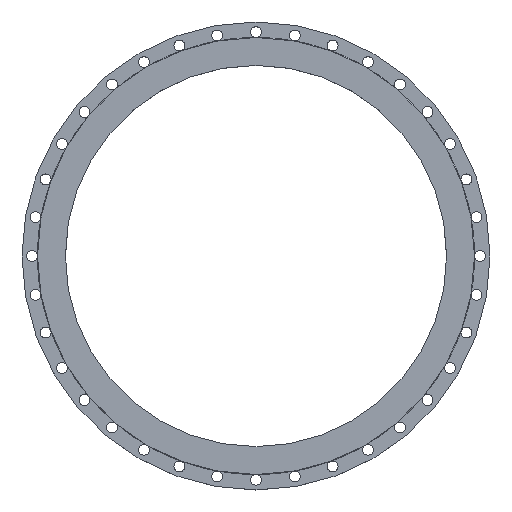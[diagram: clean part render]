
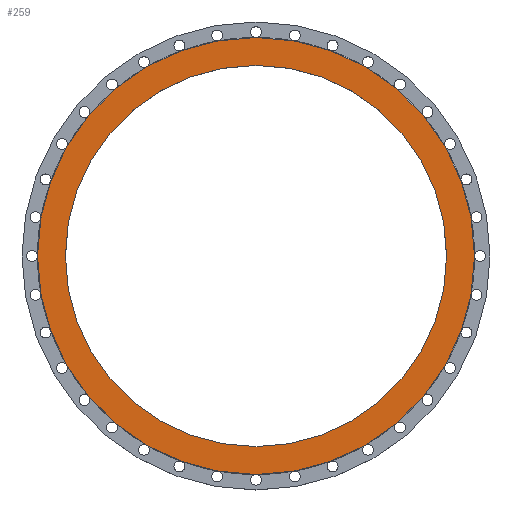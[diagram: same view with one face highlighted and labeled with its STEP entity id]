
A CAD part, top view. The second image highlights one B-rep face of the part: STEP entity #259.
In plain terms, the highlighted planar face has unit normal (0, 0, 1).
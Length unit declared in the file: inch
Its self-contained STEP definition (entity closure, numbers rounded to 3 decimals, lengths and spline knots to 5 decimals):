
#95 = CIRCLE ( 'NONE', #2518, 17.625 ) ;
#191 = EDGE_CURVE ( 'NONE', #1443, #695, #1851, .T. ) ;
#227 = DIRECTION ( 'NONE',  ( 0., 0., -1. ) ) ;
#232 = DIRECTION ( 'NONE',  ( 0., 0., 1. ) ) ;
#259 = ADVANCED_FACE ( 'NONE', ( #1045, #2836 ), #785, .F. ) ;
#260 = EDGE_CURVE ( 'NONE', #695, #1443, #95, .T. ) ;
#695 = VERTEX_POINT ( 'NONE', #869 ) ;
#699 = AXIS2_PLACEMENT_3D ( 'NONE', #2433, #1193, #989 ) ;
#709 = AXIS2_PLACEMENT_3D ( 'NONE', #1051, #232, #1627 ) ;
#785 = PLANE ( 'NONE',  #1434 ) ;
#845 = CARTESIAN_POINT ( 'NONE',  ( -17.625, 0., 0. ) ) ;
#869 = CARTESIAN_POINT ( 'NONE',  ( 17.625, 0., 0. ) ) ;
#989 = DIRECTION ( 'NONE',  ( 1., 0., 0. ) ) ;
#1045 = FACE_BOUND ( 'NONE', #2355, .T. ) ;
#1051 = CARTESIAN_POINT ( 'NONE',  ( 0., 0., 0. ) ) ;
#1060 = CIRCLE ( 'NONE', #3190, 15.375 ) ;
#1102 = DIRECTION ( 'NONE',  ( 0., 0., 1. ) ) ;
#1168 = ORIENTED_EDGE ( 'NONE', *, *, #2967, .F. ) ;
#1193 = DIRECTION ( 'NONE',  ( 0., 0., 1. ) ) ;
#1394 = DIRECTION ( 'NONE',  ( -1., 0., 0. ) ) ;
#1434 = AXIS2_PLACEMENT_3D ( 'NONE', #1600, #227, #1394 ) ;
#1443 = VERTEX_POINT ( 'NONE', #845 ) ;
#1486 = ORIENTED_EDGE ( 'NONE', *, *, #191, .T. ) ;
#1600 = CARTESIAN_POINT ( 'NONE',  ( 0., 15.375, 0. ) ) ;
#1620 = CARTESIAN_POINT ( 'NONE',  ( 0., 0., 0. ) ) ;
#1627 = DIRECTION ( 'NONE',  ( 1., 0., 0. ) ) ;
#1851 = CIRCLE ( 'NONE', #699, 17.625 ) ;
#1889 = EDGE_CURVE ( 'NONE', #2291, #3019, #1060, .T. ) ;
#2201 = DIRECTION ( 'NONE',  ( 1., 0., 0. ) ) ;
#2202 = ORIENTED_EDGE ( 'NONE', *, *, #260, .T. ) ;
#2291 = VERTEX_POINT ( 'NONE', #3348 ) ;
#2334 = CIRCLE ( 'NONE', #709, 15.375 ) ;
#2355 = EDGE_LOOP ( 'NONE', ( #1168, #3387 ) ) ;
#2433 = CARTESIAN_POINT ( 'NONE',  ( 0., 0., 0. ) ) ;
#2518 = AXIS2_PLACEMENT_3D ( 'NONE', #1620, #1102, #2201 ) ;
#2768 = DIRECTION ( 'NONE',  ( 1., 0., 0. ) ) ;
#2836 = FACE_OUTER_BOUND ( 'NONE', #3473, .T. ) ;
#2967 = EDGE_CURVE ( 'NONE', #3019, #2291, #2334, .T. ) ;
#3019 = VERTEX_POINT ( 'NONE', #3225 ) ;
#3059 = CARTESIAN_POINT ( 'NONE',  ( 0., 0., 0. ) ) ;
#3190 = AXIS2_PLACEMENT_3D ( 'NONE', #3059, #3652, #2768 ) ;
#3225 = CARTESIAN_POINT ( 'NONE',  ( 15.375, 0., 0. ) ) ;
#3348 = CARTESIAN_POINT ( 'NONE',  ( -15.375, 0., 0. ) ) ;
#3387 = ORIENTED_EDGE ( 'NONE', *, *, #1889, .F. ) ;
#3473 = EDGE_LOOP ( 'NONE', ( #2202, #1486 ) ) ;
#3652 = DIRECTION ( 'NONE',  ( 0., 0., 1. ) ) ;
